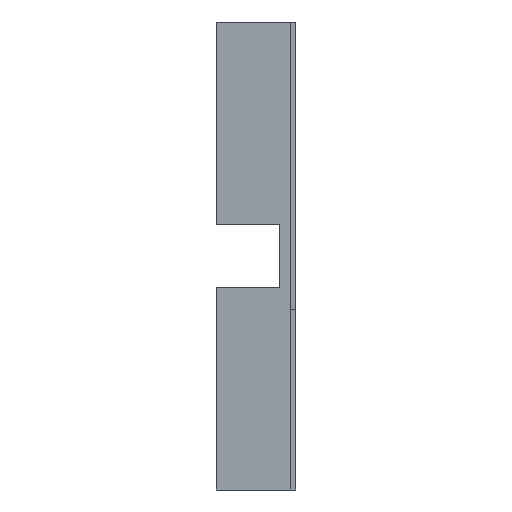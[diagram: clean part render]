
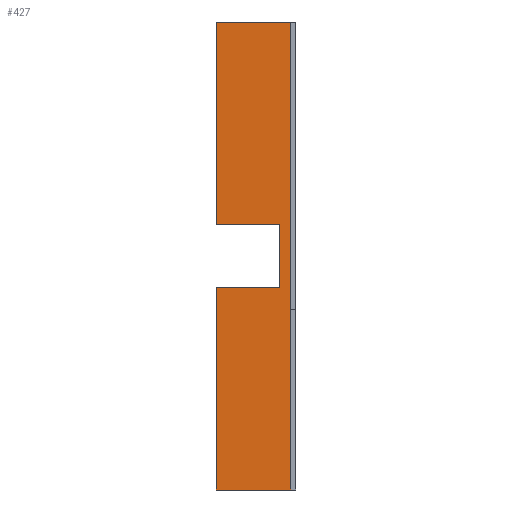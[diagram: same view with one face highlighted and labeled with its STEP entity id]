
A CAD part, front view. The second image highlights one B-rep face of the part: STEP entity #427.
In plain terms, the highlighted planar face has unit normal (0, -1, 0).
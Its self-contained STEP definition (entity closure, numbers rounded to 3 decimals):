
#3 = VECTOR ( 'NONE', #302, 1000. ) ;
#9 = CARTESIAN_POINT ( 'NONE',  ( 0., 0., 22. ) ) ;
#10 = EDGE_CURVE ( 'NONE', #295, #64, #159, .T. ) ;
#11 = LINE ( 'NONE', #74, #237 ) ;
#17 = CARTESIAN_POINT ( 'NONE',  ( 0., 0., 22. ) ) ;
#20 = VECTOR ( 'NONE', #362, 1000. ) ;
#22 = ORIENTED_EDGE ( 'NONE', *, *, #430, .F. ) ;
#33 = ORIENTED_EDGE ( 'NONE', *, *, #10, .T. ) ;
#36 = CARTESIAN_POINT ( 'NONE',  ( 0., 0., 3. ) ) ;
#40 = EDGE_CURVE ( 'NONE', #295, #171, #211, .T. ) ;
#46 = DIRECTION ( 'NONE',  ( 0., 0., 1. ) ) ;
#55 = LINE ( 'NONE', #246, #20 ) ;
#57 = VECTOR ( 'NONE', #61, 1000. ) ;
#61 = DIRECTION ( 'NONE',  ( 0., 0., -1. ) ) ;
#64 = VERTEX_POINT ( 'NONE', #194 ) ;
#74 = CARTESIAN_POINT ( 'NONE',  ( 0., 0., 22. ) ) ;
#111 = EDGE_CURVE ( 'NONE', #369, #324, #11, .T. ) ;
#121 = DIRECTION ( 'NONE',  ( 0., 0., 1. ) ) ;
#128 = FACE_OUTER_BOUND ( 'NONE', #154, .T. ) ;
#154 = EDGE_LOOP ( 'NONE', ( #312, #409, #33, #243, #22, #511, #434, #170 ) ) ;
#156 = CARTESIAN_POINT ( 'NONE',  ( 0., 0., -22. ) ) ;
#159 = LINE ( 'NONE', #498, #57 ) ;
#170 = ORIENTED_EDGE ( 'NONE', *, *, #292, .F. ) ;
#171 = VERTEX_POINT ( 'NONE', #508 ) ;
#176 = LINE ( 'NONE', #331, #262 ) ;
#180 = VERTEX_POINT ( 'NONE', #36 ) ;
#187 = CARTESIAN_POINT ( 'NONE',  ( 0., 0., -3. ) ) ;
#194 = CARTESIAN_POINT ( 'NONE',  ( 0., 0., -22. ) ) ;
#198 = LINE ( 'NONE', #515, #501 ) ;
#200 = CARTESIAN_POINT ( 'NONE',  ( 0., 0., -3. ) ) ;
#201 = EDGE_CURVE ( 'NONE', #171, #394, #198, .T. ) ;
#202 = CARTESIAN_POINT ( 'NONE',  ( 7., 0., 22. ) ) ;
#211 = LINE ( 'NONE', #187, #269 ) ;
#237 = VECTOR ( 'NONE', #425, 1000. ) ;
#241 = LINE ( 'NONE', #17, #3 ) ;
#243 = ORIENTED_EDGE ( 'NONE', *, *, #309, .T. ) ;
#246 = CARTESIAN_POINT ( 'NONE',  ( 0., 0., 3. ) ) ;
#252 = CARTESIAN_POINT ( 'NONE',  ( 0., 0., 22. ) ) ;
#253 = CARTESIAN_POINT ( 'NONE',  ( 6., 0., 3. ) ) ;
#262 = VECTOR ( 'NONE', #368, 1000. ) ;
#269 = VECTOR ( 'NONE', #383, 1000. ) ;
#292 = EDGE_CURVE ( 'NONE', #394, #180, #55, .T. ) ;
#295 = VERTEX_POINT ( 'NONE', #200 ) ;
#302 = DIRECTION ( 'NONE',  ( 0., 0., -1. ) ) ;
#309 = EDGE_CURVE ( 'NONE', #64, #489, #351, .T. ) ;
#312 = ORIENTED_EDGE ( 'NONE', *, *, #201, .F. ) ;
#324 = VERTEX_POINT ( 'NONE', #202 ) ;
#331 = CARTESIAN_POINT ( 'NONE',  ( 7., 0., 22. ) ) ;
#336 = CARTESIAN_POINT ( 'NONE',  ( 7., 0., -22. ) ) ;
#351 = LINE ( 'NONE', #156, #485 ) ;
#362 = DIRECTION ( 'NONE',  ( -1., 0., 0. ) ) ;
#368 = DIRECTION ( 'NONE',  ( 0., 0., -1. ) ) ;
#369 = VERTEX_POINT ( 'NONE', #9 ) ;
#382 = AXIS2_PLACEMENT_3D ( 'NONE', #252, #410, #46 ) ;
#383 = DIRECTION ( 'NONE',  ( 1., 0., 0. ) ) ;
#394 = VERTEX_POINT ( 'NONE', #253 ) ;
#409 = ORIENTED_EDGE ( 'NONE', *, *, #40, .F. ) ;
#410 = DIRECTION ( 'NONE',  ( 0., 1., 0. ) ) ;
#425 = DIRECTION ( 'NONE',  ( 1., 0., 0. ) ) ;
#427 = ADVANCED_FACE ( 'NONE', ( #128 ), #484, .F. ) ;
#430 = EDGE_CURVE ( 'NONE', #324, #489, #176, .T. ) ;
#434 = ORIENTED_EDGE ( 'NONE', *, *, #509, .T. ) ;
#484 = PLANE ( 'NONE',  #382 ) ;
#485 = VECTOR ( 'NONE', #513, 1000. ) ;
#489 = VERTEX_POINT ( 'NONE', #336 ) ;
#498 = CARTESIAN_POINT ( 'NONE',  ( 0., 0., 22. ) ) ;
#501 = VECTOR ( 'NONE', #121, 1000. ) ;
#508 = CARTESIAN_POINT ( 'NONE',  ( 6., 0., -3. ) ) ;
#509 = EDGE_CURVE ( 'NONE', #369, #180, #241, .T. ) ;
#511 = ORIENTED_EDGE ( 'NONE', *, *, #111, .F. ) ;
#513 = DIRECTION ( 'NONE',  ( 1., 0., 0. ) ) ;
#515 = CARTESIAN_POINT ( 'NONE',  ( 6., 0., -3. ) ) ;
